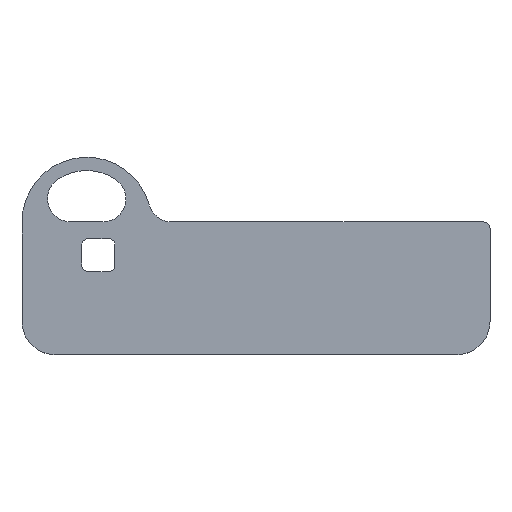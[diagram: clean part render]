
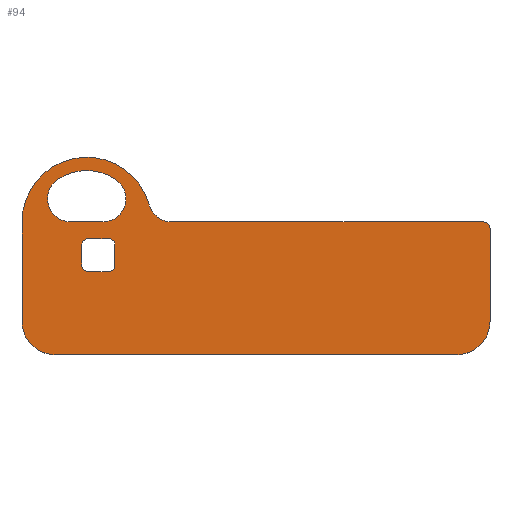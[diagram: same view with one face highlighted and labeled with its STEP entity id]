
A CAD part, top view. The second image highlights one B-rep face of the part: STEP entity #94.
In plain terms, the highlighted planar face has unit normal (0, 0, 1).
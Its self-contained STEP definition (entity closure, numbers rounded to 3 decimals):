
#34=FACE_BOUND('',#149,.T.);
#35=FACE_BOUND('',#150,.T.);
#36=FACE_BOUND('',#151,.T.);
#53=CIRCLE('',#470,1.);
#55=CIRCLE('',#474,1.);
#57=CIRCLE('',#478,1.);
#59=CIRCLE('',#482,7.75);
#61=CIRCLE('',#486,5.);
#63=CIRCLE('',#490,5.);
#65=CIRCLE('',#494,1.);
#66=CIRCLE('',#498,9.75);
#69=CIRCLE('',#502,1.);
#70=CIRCLE('',#504,3.5);
#71=CIRCLE('',#505,3.5);
#72=CIRCLE('',#506,3.5);
#94=ADVANCED_FACE('',(#34,#35,#36),#108,.T.);
#108=PLANE('',#507);
#149=EDGE_LOOP('',(#230,#231,#232,#233,#234,#235,#236,#237,#238));
#150=EDGE_LOOP('',(#239,#240,#241,#242));
#151=EDGE_LOOP('',(#243,#244,#245,#246,#247,#248,#249,#250));
#230=ORIENTED_EDGE('',*,*,#354,.T.);
#231=ORIENTED_EDGE('',*,*,#358,.T.);
#232=ORIENTED_EDGE('',*,*,#361,.T.);
#233=ORIENTED_EDGE('',*,*,#364,.T.);
#234=ORIENTED_EDGE('',*,*,#367,.T.);
#235=ORIENTED_EDGE('',*,*,#370,.T.);
#236=ORIENTED_EDGE('',*,*,#373,.T.);
#237=ORIENTED_EDGE('',*,*,#383,.T.);
#238=ORIENTED_EDGE('',*,*,#378,.T.);
#239=ORIENTED_EDGE('',*,*,#374,.T.);
#240=ORIENTED_EDGE('',*,*,#384,.T.);
#241=ORIENTED_EDGE('',*,*,#350,.T.);
#242=ORIENTED_EDGE('',*,*,#385,.T.);
#243=ORIENTED_EDGE('',*,*,#328,.T.);
#244=ORIENTED_EDGE('',*,*,#332,.T.);
#245=ORIENTED_EDGE('',*,*,#335,.T.);
#246=ORIENTED_EDGE('',*,*,#338,.T.);
#247=ORIENTED_EDGE('',*,*,#341,.T.);
#248=ORIENTED_EDGE('',*,*,#344,.T.);
#249=ORIENTED_EDGE('',*,*,#347,.T.);
#250=ORIENTED_EDGE('',*,*,#382,.T.);
#286=VERTEX_POINT('',#655);
#287=VERTEX_POINT('',#657);
#289=VERTEX_POINT('',#663);
#291=VERTEX_POINT('',#669);
#293=VERTEX_POINT('',#675);
#295=VERTEX_POINT('',#681);
#297=VERTEX_POINT('',#687);
#299=VERTEX_POINT('',#693);
#302=VERTEX_POINT('',#700);
#303=VERTEX_POINT('',#702);
#306=VERTEX_POINT('',#709);
#307=VERTEX_POINT('',#711);
#309=VERTEX_POINT('',#717);
#311=VERTEX_POINT('',#723);
#313=VERTEX_POINT('',#729);
#315=VERTEX_POINT('',#735);
#317=VERTEX_POINT('',#741);
#319=VERTEX_POINT('',#747);
#320=VERTEX_POINT('',#751);
#321=VERTEX_POINT('',#752);
#324=VERTEX_POINT('',#760);
#328=EDGE_CURVE('',#287,#286,#391,.T.);
#332=EDGE_CURVE('',#286,#289,#53,.T.);
#335=EDGE_CURVE('',#289,#291,#396,.T.);
#338=EDGE_CURVE('',#291,#293,#55,.T.);
#341=EDGE_CURVE('',#293,#295,#400,.T.);
#344=EDGE_CURVE('',#295,#297,#57,.T.);
#347=EDGE_CURVE('',#297,#299,#404,.T.);
#350=EDGE_CURVE('',#303,#302,#59,.T.);
#354=EDGE_CURVE('',#307,#306,#409,.T.);
#358=EDGE_CURVE('',#306,#309,#61,.T.);
#361=EDGE_CURVE('',#309,#311,#414,.T.);
#364=EDGE_CURVE('',#311,#313,#63,.T.);
#367=EDGE_CURVE('',#313,#315,#418,.T.);
#370=EDGE_CURVE('',#315,#317,#65,.T.);
#373=EDGE_CURVE('',#317,#319,#422,.T.);
#374=EDGE_CURVE('',#320,#321,#423,.T.);
#378=EDGE_CURVE('',#324,#307,#66,.T.);
#382=EDGE_CURVE('',#299,#287,#69,.T.);
#383=EDGE_CURVE('',#319,#324,#70,.T.);
#384=EDGE_CURVE('',#321,#303,#71,.T.);
#385=EDGE_CURVE('',#302,#320,#72,.T.);
#391=LINE('',#656,#430);
#396=LINE('',#670,#435);
#400=LINE('',#682,#439);
#404=LINE('',#694,#443);
#409=LINE('',#710,#448);
#414=LINE('',#724,#453);
#418=LINE('',#736,#457);
#422=LINE('',#748,#461);
#423=LINE('',#750,#462);
#430=VECTOR('',#519,1.);
#435=VECTOR('',#532,1.);
#439=VECTOR('',#544,1.);
#443=VECTOR('',#556,1.);
#448=VECTOR('',#569,1.);
#453=VECTOR('',#582,1.);
#457=VECTOR('',#594,1.);
#461=VECTOR('',#606,1.);
#462=VECTOR('',#609,1.);
#470=AXIS2_PLACEMENT_3D('',#664,#526,#527);
#474=AXIS2_PLACEMENT_3D('',#676,#538,#539);
#478=AXIS2_PLACEMENT_3D('',#688,#550,#551);
#482=AXIS2_PLACEMENT_3D('',#701,#562,#563);
#486=AXIS2_PLACEMENT_3D('',#718,#576,#577);
#490=AXIS2_PLACEMENT_3D('',#730,#588,#589);
#494=AXIS2_PLACEMENT_3D('',#742,#600,#601);
#498=AXIS2_PLACEMENT_3D('',#759,#615,#616);
#502=AXIS2_PLACEMENT_3D('',#766,#624,#625);
#504=AXIS2_PLACEMENT_3D('',#768,#628,#629);
#505=AXIS2_PLACEMENT_3D('',#769,#630,#631);
#506=AXIS2_PLACEMENT_3D('',#770,#632,#633);
#507=AXIS2_PLACEMENT_3D('',#771,#634,#635);
#519=DIRECTION('',(0.,1.,0.));
#526=DIRECTION('',(0.,0.,-1.));
#527=DIRECTION('',(1.,0.,0.));
#532=DIRECTION('',(1.,0.,0.));
#538=DIRECTION('',(0.,0.,-1.));
#539=DIRECTION('',(1.,0.,0.));
#544=DIRECTION('',(0.,-1.,0.));
#550=DIRECTION('',(0.,0.,-1.));
#551=DIRECTION('',(1.,0.,0.));
#556=DIRECTION('',(-1.,0.,0.));
#562=DIRECTION('',(0.,0.,-1.));
#563=DIRECTION('',(1.,0.,0.));
#569=DIRECTION('',(0.,-1.,0.));
#576=DIRECTION('',(0.,0.,1.));
#577=DIRECTION('',(1.,0.,0.));
#582=DIRECTION('',(1.,0.,0.));
#588=DIRECTION('',(0.,0.,1.));
#589=DIRECTION('',(1.,0.,0.));
#594=DIRECTION('',(0.,1.,0.));
#600=DIRECTION('',(0.,0.,1.));
#601=DIRECTION('',(1.,0.,0.));
#606=DIRECTION('',(-1.,0.,0.));
#609=DIRECTION('',(-1.,0.,0.));
#615=DIRECTION('',(0.,0.,1.));
#616=DIRECTION('',(1.,0.,0.));
#624=DIRECTION('',(0.,0.,-1.));
#625=DIRECTION('',(1.,0.,0.));
#628=DIRECTION('',(0.,0.,-1.));
#629=DIRECTION('',(1.,0.,0.));
#630=DIRECTION('',(0.,0.,-1.));
#631=DIRECTION('',(1.,0.,0.));
#632=DIRECTION('',(0.,0.,-1.));
#633=DIRECTION('',(1.,0.,0.));
#634=DIRECTION('',(0.,0.,1.));
#635=DIRECTION('',(1.,0.,0.));
#655=CARTESIAN_POINT('',(9.,16.5,1.5));
#656=CARTESIAN_POINT('',(9.,13.5,1.5));
#657=CARTESIAN_POINT('',(9.,13.5,1.5));
#663=CARTESIAN_POINT('',(10.,17.5,1.5));
#664=CARTESIAN_POINT('',(10.,16.5,1.5));
#669=CARTESIAN_POINT('',(13.,17.5,1.5));
#670=CARTESIAN_POINT('',(10.,17.5,1.5));
#675=CARTESIAN_POINT('',(14.,16.5,1.5));
#676=CARTESIAN_POINT('',(13.,16.5,1.5));
#681=CARTESIAN_POINT('',(14.,13.5,1.5));
#682=CARTESIAN_POINT('',(14.,16.5,1.5));
#687=CARTESIAN_POINT('',(13.,12.5,1.5));
#688=CARTESIAN_POINT('',(13.,13.5,1.5));
#693=CARTESIAN_POINT('',(10.,12.5,1.5));
#694=CARTESIAN_POINT('',(13.,12.5,1.5));
#700=CARTESIAN_POINT('',(14.146,26.382,1.5));
#701=CARTESIAN_POINT('',(9.75,20.,1.5));
#702=CARTESIAN_POINT('',(5.354,26.382,1.5));
#709=CARTESIAN_POINT('',(0.,5.,1.5));
#710=CARTESIAN_POINT('',(0.,20.,1.5));
#711=CARTESIAN_POINT('',(0.,20.,1.5));
#717=CARTESIAN_POINT('',(5.,0.,1.5));
#718=CARTESIAN_POINT('',(5.,5.,1.5));
#723=CARTESIAN_POINT('',(65.5,0.,1.5));
#724=CARTESIAN_POINT('',(5.,0.,1.5));
#729=CARTESIAN_POINT('',(70.5,5.,1.5));
#730=CARTESIAN_POINT('',(65.5,5.,1.5));
#735=CARTESIAN_POINT('',(70.5,19.,1.5));
#736=CARTESIAN_POINT('',(70.5,5.,1.5));
#741=CARTESIAN_POINT('',(69.5,20.,1.5));
#742=CARTESIAN_POINT('',(69.5,19.,1.5));
#747=CARTESIAN_POINT('',(22.529,20.,1.5));
#748=CARTESIAN_POINT('',(69.5,20.,1.5));
#750=CARTESIAN_POINT('',(17.5,20.,1.5));
#751=CARTESIAN_POINT('',(12.161,20.,1.5));
#752=CARTESIAN_POINT('',(7.339,20.,1.5));
#759=CARTESIAN_POINT('',(9.75,20.,1.5));
#760=CARTESIAN_POINT('',(19.154,22.575,1.5));
#766=CARTESIAN_POINT('',(10.,13.5,1.5));
#768=CARTESIAN_POINT('',(22.529,23.5,1.5));
#769=CARTESIAN_POINT('',(7.339,23.5,1.5));
#770=CARTESIAN_POINT('',(12.161,23.5,1.5));
#771=CARTESIAN_POINT('',(5.,5.,1.5));
